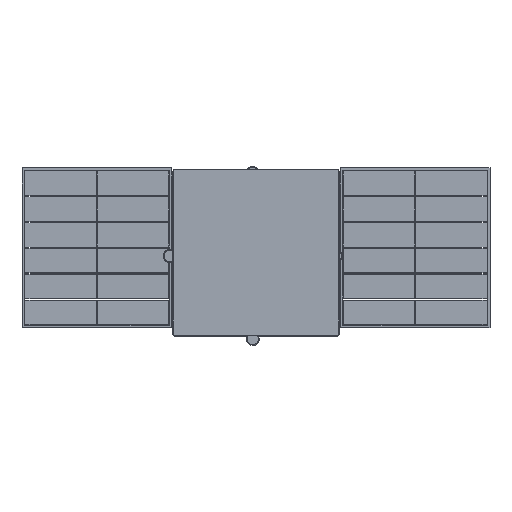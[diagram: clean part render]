
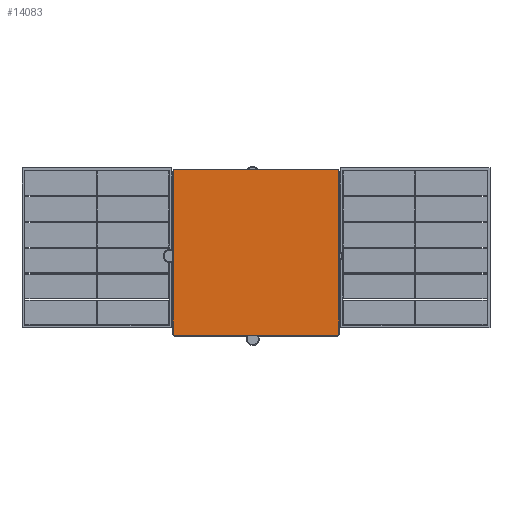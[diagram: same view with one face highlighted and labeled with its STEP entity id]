
A CAD part, top view. The second image highlights one B-rep face of the part: STEP entity #14083.
In plain terms, the highlighted planar face has unit normal (0, 0, 1).
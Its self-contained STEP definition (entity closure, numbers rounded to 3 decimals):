
#2665 = PLANE('',#2666);
#2666 = AXIS2_PLACEMENT_3D('',#2667,#2668,#2669);
#2667 = CARTESIAN_POINT('',(-49.7,-47.697,104.15));
#2668 = DIRECTION('',(1.,0.,0.));
#2669 = DIRECTION('',(0.,0.,1.));
#2717 = PLANE('',#2718);
#2718 = AXIS2_PLACEMENT_3D('',#2719,#2720,#2721);
#2719 = CARTESIAN_POINT('',(-49.7,-47.697,104.15));
#2720 = DIRECTION('',(0.,1.,0.));
#2721 = DIRECTION('',(0.,0.,1.));
#3851 = PLANE('',#3852);
#3852 = AXIS2_PLACEMENT_3D('',#3853,#3854,#3855);
#3853 = CARTESIAN_POINT('',(-49.7,51.703,104.15));
#3854 = DIRECTION('',(0.,1.,0.));
#3855 = DIRECTION('',(0.,0.,1.));
#6836 = VERTEX_POINT('',#6837);
#6837 = CARTESIAN_POINT('',(-49.7,-47.697,106.15));
#6858 = EDGE_CURVE('',#6836,#6859,#6861,.T.);
#6859 = VERTEX_POINT('',#6860);
#6860 = CARTESIAN_POINT('',(49.7,-47.697,106.15));
#6861 = SURFACE_CURVE('',#6862,(#6866,#6873),.PCURVE_S1.);
#6862 = LINE('',#6863,#6864);
#6863 = CARTESIAN_POINT('',(-49.7,-47.697,106.15));
#6864 = VECTOR('',#6865,1.);
#6865 = DIRECTION('',(1.,0.,0.));
#6866 = PCURVE('',#2717,#6867);
#6867 = DEFINITIONAL_REPRESENTATION('',(#6868),#6872);
#6868 = LINE('',#6869,#6870);
#6869 = CARTESIAN_POINT('',(2.,0.));
#6870 = VECTOR('',#6871,1.);
#6871 = DIRECTION('',(0.,1.));
#6872 = ( GEOMETRIC_REPRESENTATION_CONTEXT(2) 
PARAMETRIC_REPRESENTATION_CONTEXT() REPRESENTATION_CONTEXT('2D SPACE',''
  ) );
#6873 = PCURVE('',#6874,#6879);
#6874 = PLANE('',#6875);
#6875 = AXIS2_PLACEMENT_3D('',#6876,#6877,#6878);
#6876 = CARTESIAN_POINT('',(-49.7,-47.697,106.15));
#6877 = DIRECTION('',(0.,0.,1.));
#6878 = DIRECTION('',(1.,0.,0.));
#6879 = DEFINITIONAL_REPRESENTATION('',(#6880),#6884);
#6880 = LINE('',#6881,#6882);
#6881 = CARTESIAN_POINT('',(0.,0.));
#6882 = VECTOR('',#6883,1.);
#6883 = DIRECTION('',(1.,0.));
#6884 = ( GEOMETRIC_REPRESENTATION_CONTEXT(2) 
PARAMETRIC_REPRESENTATION_CONTEXT() REPRESENTATION_CONTEXT('2D SPACE',''
  ) );
#6902 = PLANE('',#6903);
#6903 = AXIS2_PLACEMENT_3D('',#6904,#6905,#6906);
#6904 = CARTESIAN_POINT('',(49.7,-47.697,104.15));
#6905 = DIRECTION('',(1.,0.,0.));
#6906 = DIRECTION('',(0.,0.,1.));
#7699 = EDGE_CURVE('',#6836,#7700,#7702,.T.);
#7700 = VERTEX_POINT('',#7701);
#7701 = CARTESIAN_POINT('',(-49.7,51.703,106.15));
#7702 = SURFACE_CURVE('',#7703,(#7707,#7714),.PCURVE_S1.);
#7703 = LINE('',#7704,#7705);
#7704 = CARTESIAN_POINT('',(-49.7,-47.697,106.15));
#7705 = VECTOR('',#7706,1.);
#7706 = DIRECTION('',(0.,1.,0.));
#7707 = PCURVE('',#2665,#7708);
#7708 = DEFINITIONAL_REPRESENTATION('',(#7709),#7713);
#7709 = LINE('',#7710,#7711);
#7710 = CARTESIAN_POINT('',(2.,0.));
#7711 = VECTOR('',#7712,1.);
#7712 = DIRECTION('',(0.,-1.));
#7713 = ( GEOMETRIC_REPRESENTATION_CONTEXT(2) 
PARAMETRIC_REPRESENTATION_CONTEXT() REPRESENTATION_CONTEXT('2D SPACE',''
  ) );
#7714 = PCURVE('',#6874,#7715);
#7715 = DEFINITIONAL_REPRESENTATION('',(#7716),#7720);
#7716 = LINE('',#7717,#7718);
#7717 = CARTESIAN_POINT('',(0.,0.));
#7718 = VECTOR('',#7719,1.);
#7719 = DIRECTION('',(0.,1.));
#7720 = ( GEOMETRIC_REPRESENTATION_CONTEXT(2) 
PARAMETRIC_REPRESENTATION_CONTEXT() REPRESENTATION_CONTEXT('2D SPACE',''
  ) );
#9504 = EDGE_CURVE('',#7700,#9505,#9507,.T.);
#9505 = VERTEX_POINT('',#9506);
#9506 = CARTESIAN_POINT('',(49.7,51.703,106.15));
#9507 = SURFACE_CURVE('',#9508,(#9512,#9519),.PCURVE_S1.);
#9508 = LINE('',#9509,#9510);
#9509 = CARTESIAN_POINT('',(-49.7,51.703,106.15));
#9510 = VECTOR('',#9511,1.);
#9511 = DIRECTION('',(1.,0.,0.));
#9512 = PCURVE('',#3851,#9513);
#9513 = DEFINITIONAL_REPRESENTATION('',(#9514),#9518);
#9514 = LINE('',#9515,#9516);
#9515 = CARTESIAN_POINT('',(2.,0.));
#9516 = VECTOR('',#9517,1.);
#9517 = DIRECTION('',(0.,1.));
#9518 = ( GEOMETRIC_REPRESENTATION_CONTEXT(2) 
PARAMETRIC_REPRESENTATION_CONTEXT() REPRESENTATION_CONTEXT('2D SPACE',''
  ) );
#9519 = PCURVE('',#6874,#9520);
#9520 = DEFINITIONAL_REPRESENTATION('',(#9521),#9525);
#9521 = LINE('',#9522,#9523);
#9522 = CARTESIAN_POINT('',(0.,99.4));
#9523 = VECTOR('',#9524,1.);
#9524 = DIRECTION('',(1.,0.));
#9525 = ( GEOMETRIC_REPRESENTATION_CONTEXT(2) 
PARAMETRIC_REPRESENTATION_CONTEXT() REPRESENTATION_CONTEXT('2D SPACE',''
  ) );
#13026 = EDGE_CURVE('',#6859,#9505,#13027,.T.);
#13027 = SURFACE_CURVE('',#13028,(#13032,#13039),.PCURVE_S1.);
#13028 = LINE('',#13029,#13030);
#13029 = CARTESIAN_POINT('',(49.7,-47.697,106.15));
#13030 = VECTOR('',#13031,1.);
#13031 = DIRECTION('',(0.,1.,0.));
#13032 = PCURVE('',#6902,#13033);
#13033 = DEFINITIONAL_REPRESENTATION('',(#13034),#13038);
#13034 = LINE('',#13035,#13036);
#13035 = CARTESIAN_POINT('',(2.,0.));
#13036 = VECTOR('',#13037,1.);
#13037 = DIRECTION('',(0.,-1.));
#13038 = ( GEOMETRIC_REPRESENTATION_CONTEXT(2) 
PARAMETRIC_REPRESENTATION_CONTEXT() REPRESENTATION_CONTEXT('2D SPACE',''
  ) );
#13039 = PCURVE('',#6874,#13040);
#13040 = DEFINITIONAL_REPRESENTATION('',(#13041),#13045);
#13041 = LINE('',#13042,#13043);
#13042 = CARTESIAN_POINT('',(99.4,0.));
#13043 = VECTOR('',#13044,1.);
#13044 = DIRECTION('',(0.,1.));
#13045 = ( GEOMETRIC_REPRESENTATION_CONTEXT(2) 
PARAMETRIC_REPRESENTATION_CONTEXT() REPRESENTATION_CONTEXT('2D SPACE',''
  ) );
#14083 = ADVANCED_FACE('',(#14084),#6874,.T.);
#14084 = FACE_BOUND('',#14085,.T.);
#14085 = EDGE_LOOP('',(#14086,#14087,#14088,#14089));
#14086 = ORIENTED_EDGE('',*,*,#7699,.F.);
#14087 = ORIENTED_EDGE('',*,*,#6858,.T.);
#14088 = ORIENTED_EDGE('',*,*,#13026,.T.);
#14089 = ORIENTED_EDGE('',*,*,#9504,.F.);
